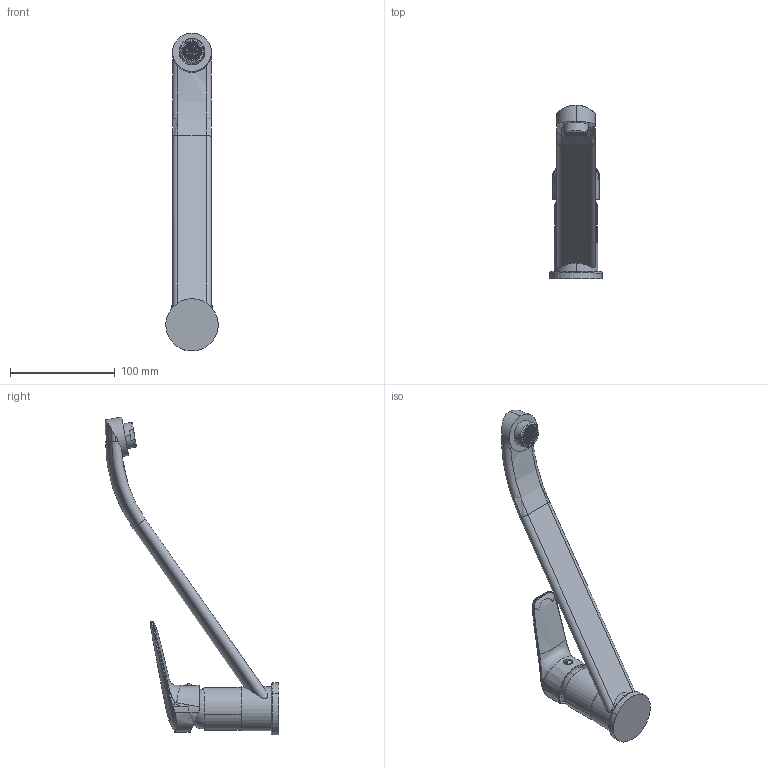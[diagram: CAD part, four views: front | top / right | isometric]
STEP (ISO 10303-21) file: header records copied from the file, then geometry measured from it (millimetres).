
FILE_DESCRIPTION (( 'STEP AP214' ), '1' );
FILE_NAME ('BMO_X60M - S.STEP', '2022-01-20T11:09:25', ( '' ), ( '' ), 'SwSTEP 2.0', 'SolidWorks 2018', '' );
FILE_SCHEMA (( 'AUTOMOTIVE_DESIGN' ));
Length unit declared in the file: millimetre
Products named in the file (1): BMO_X60M - S
Bounding box: 49.88 x 165.51 x 303.94 mm (x, y, z)
Volume: 300445.3 mm3; surface area: 65938.3 mm2
Topology: 8 solids, 8 shells, 995 faces, 2636 edges, 1764 vertices
Faces by surface type: plane 809, cylinder 112, bspline 64, cone 5, torus 5
Entity records: 102981 total; most frequent: CARTESIAN_POINT 76927, ORIENTED_EDGE 5272, DIRECTION 4484, EDGE_CURVE 2636, VECTOR 2132, LINE 2132, VERTEX_POINT 1764, AXIS2_PLACEMENT_3D 1176
